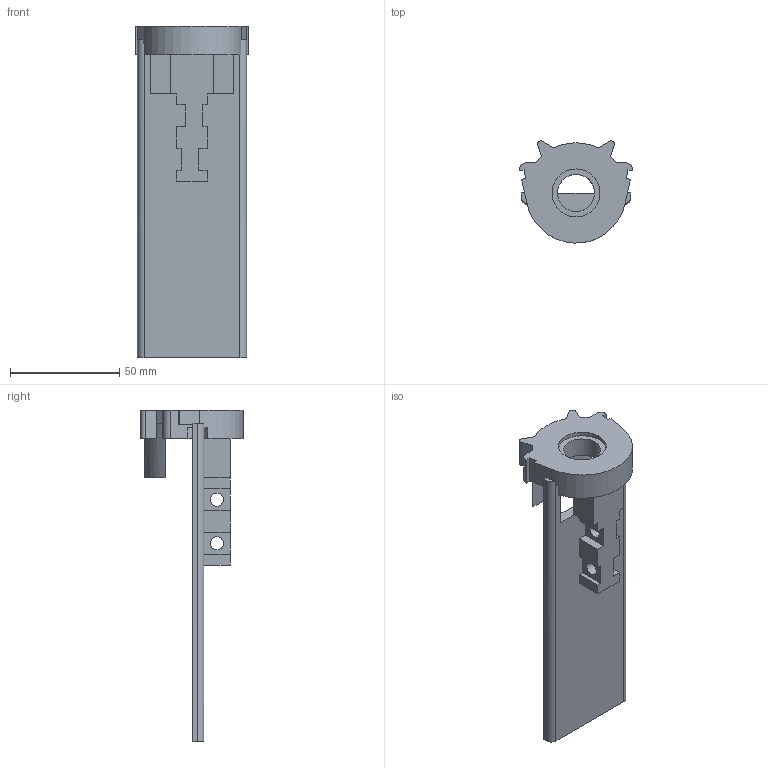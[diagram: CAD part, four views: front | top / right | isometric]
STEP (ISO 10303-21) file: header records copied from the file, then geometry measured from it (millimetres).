
FILE_DESCRIPTION(/* description */ ('STEP AP242','CAx-IF Rec.Pracs.---Representation and Presentation of Product Manufacturing Information (PMI)---4.0---2014-10-13','CAx-IF Rec.Pracs.---3D Tessellated Geometry---0.4---2014-09-14','2;1'),/* implementation_level */ '2;1');
FILE_NAME(/* name */ '68c6364e2960a5e7a58bc6dc',/* time_stamp */ '2025-09-14T03:28:15Z',/* author */ (''),/* organization */ (''),/* preprocessor_version */ 'ST-DEVELOPER v20',/* originating_system */ 'ONSHAPE BY PTC INC, 1.203',/* authorisation */ ' ');
FILE_SCHEMA (('AP242_MANAGED_MODEL_BASED_3D_ENGINEERING_MIM_LF { 1 0 10303 442 1 1 4 }'));
Length unit declared in the file: metre
Products named in the file (1): cell_spacer_pos_end
Bounding box: 51.69 x 46.85 x 152 mm (x, y, z)
Volume: 60461.4 mm3; surface area: 24920.6 mm2
Topology: 1 solids, 1 shells, 95 faces, 291 edges, 190 vertices
Faces by surface type: plane 78, cylinder 17
Full cylindrical faces by diameter (mm): 6 x2, 17 x1, 22 x1
Entity records: 3233 total; most frequent: ORIENTED_EDGE 570, CARTESIAN_POINT 569, DIRECTION 529, EDGE_CURVE 285, LINE 233, VECTOR 233, VERTEX_POINT 188, AXIS2_PLACEMENT_3D 148
